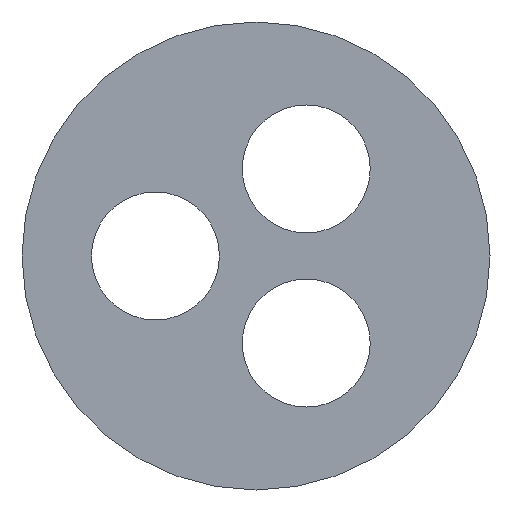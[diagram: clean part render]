
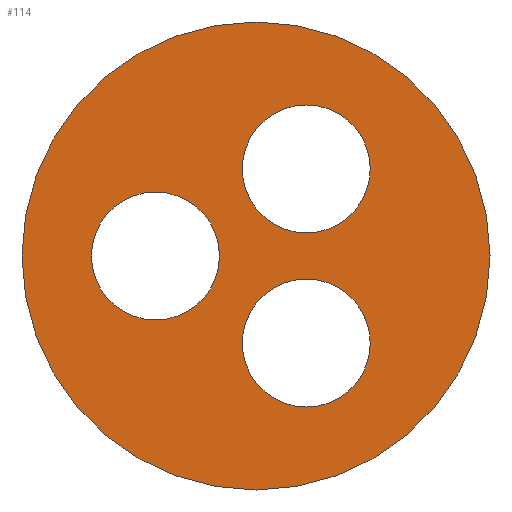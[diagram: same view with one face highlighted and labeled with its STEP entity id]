
A CAD part, left-side view. The second image highlights one B-rep face of the part: STEP entity #114.
In plain terms, the highlighted planar face has unit normal (-1, 0, 0).
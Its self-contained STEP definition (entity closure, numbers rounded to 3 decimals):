
#114 = ADVANCED_FACE( '', ( #233, #234, #235, #236 ), #237, .F. );
#233 = FACE_BOUND( '', #348, .T. );
#234 = FACE_BOUND( '', #349, .T. );
#235 = FACE_BOUND( '', #350, .T. );
#236 = FACE_OUTER_BOUND( '', #351, .T. );
#237 = PLANE( '', #352 );
#348 = EDGE_LOOP( '', ( #625 ) );
#349 = EDGE_LOOP( '', ( #626 ) );
#350 = EDGE_LOOP( '', ( #627 ) );
#351 = EDGE_LOOP( '', ( #628 ) );
#352 = AXIS2_PLACEMENT_3D( '', #629, #630, #631 );
#625 = ORIENTED_EDGE( '', *, *, #650, .T. );
#626 = ORIENTED_EDGE( '', *, *, #666, .T. );
#627 = ORIENTED_EDGE( '', *, *, #658, .T. );
#628 = ORIENTED_EDGE( '', *, *, #696, .F. );
#629 = CARTESIAN_POINT( '', ( 0., 0., 0. ) );
#630 = DIRECTION( '', ( 1., 0., 0. ) );
#631 = DIRECTION( '', ( 0., 0., -1. ) );
#650 = EDGE_CURVE( '', #763, #763, #764, .T. );
#658 = EDGE_CURVE( '', #777, #777, #778, .T. );
#666 = EDGE_CURVE( '', #791, #791, #792, .T. );
#696 = EDGE_CURVE( '', #841, #841, #842, .T. );
#763 = VERTEX_POINT( '', #931 );
#764 = CIRCLE( '', #932, 3.5 );
#777 = VERTEX_POINT( '', #947 );
#778 = CIRCLE( '', #948, 3.5 );
#791 = VERTEX_POINT( '', #963 );
#792 = CIRCLE( '', #964, 3.5 );
#841 = VERTEX_POINT( '', #1028 );
#842 = CIRCLE( '', #1029, 12.8 );
#931 = CARTESIAN_POINT( '', ( 0., -2.75, 1.263 ) );
#932 = AXIS2_PLACEMENT_3D( '', #1151, #1152, #1153 );
#947 = CARTESIAN_POINT( '', ( 0., -2.75, -8.263 ) );
#948 = AXIS2_PLACEMENT_3D( '', #1165, #1166, #1167 );
#963 = CARTESIAN_POINT( '', ( 0., 5.5, -3.5 ) );
#964 = AXIS2_PLACEMENT_3D( '', #1179, #1180, #1181 );
#1028 = CARTESIAN_POINT( '', ( 0., 0., -12.8 ) );
#1029 = AXIS2_PLACEMENT_3D( '', #1218, #1219, #1220 );
#1151 = CARTESIAN_POINT( '', ( 0., -2.75, 4.763 ) );
#1152 = DIRECTION( '', ( 1., 0., 0. ) );
#1153 = DIRECTION( '', ( 0., 0., -1. ) );
#1165 = CARTESIAN_POINT( '', ( 0., -2.75, -4.763 ) );
#1166 = DIRECTION( '', ( 1., 0., 0. ) );
#1167 = DIRECTION( '', ( 0., 0., -1. ) );
#1179 = CARTESIAN_POINT( '', ( 0., 5.5, 0. ) );
#1180 = DIRECTION( '', ( 1., 0., 0. ) );
#1181 = DIRECTION( '', ( 0., 0., -1. ) );
#1218 = CARTESIAN_POINT( '', ( 0., 0., 0. ) );
#1219 = DIRECTION( '', ( 1., 0., 0. ) );
#1220 = DIRECTION( '', ( 0., 0., -1. ) );
